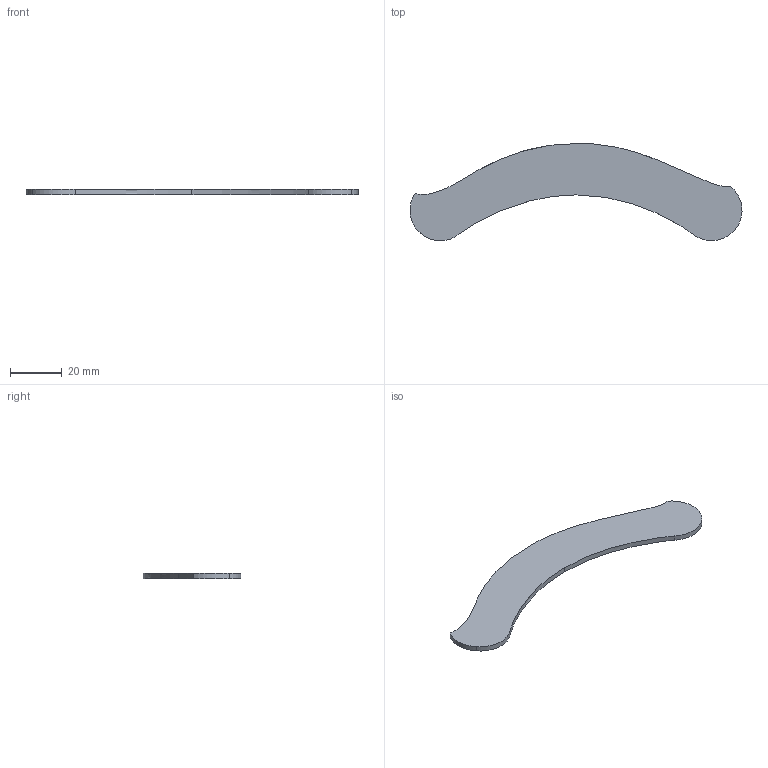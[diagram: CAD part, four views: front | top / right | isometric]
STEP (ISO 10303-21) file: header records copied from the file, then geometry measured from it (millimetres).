
FILE_DESCRIPTION(('FreeCAD Model'),'2;1');
FILE_NAME('Open CASCADE Shape Model','2024-07-30T10:32:05',(''),(''), 'Open CASCADE STEP processor 7.6','FreeCAD','Unknown');
FILE_SCHEMA(('AUTOMOTIVE_DESIGN { 1 0 10303 214 1 1 1 1 }'));
Length unit declared in the file: millimetre
Products named in the file (3): Unnamed; path7_5; Extrude
Assembly tree (2 placements, depth 2):
  Unnamed
    path7_5
    Extrude
Bounding box: 128.24 x 37.63 x 2 mm (x, y, z)
Volume: 5054.2 mm3; surface area: 5645.5 mm2
Topology: 1 solids, 1 shells, 14 faces, 48 edges, 48 vertices
Faces by surface type: extrusion 12, plane 2
Entity records: 1078 total; most frequent: CARTESIAN_POINT 365, DIRECTION 82, ORIENTED_EDGE 72, VECTOR 72, PCURVE 72, DEFINITIONAL_REPRESENTATION 72, LINE 60, B_SPLINE_CURVE_WITH_KNOTS 48
